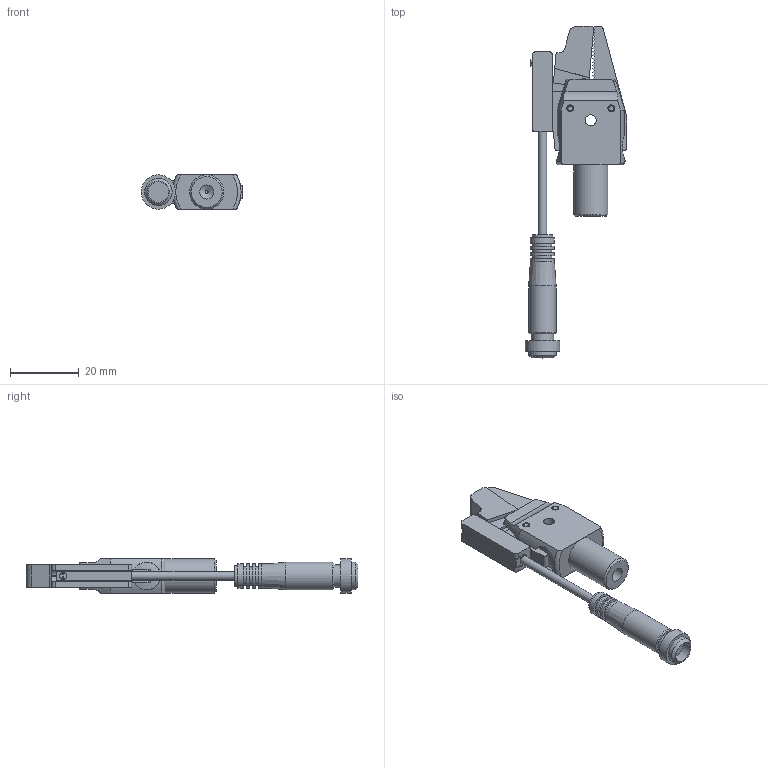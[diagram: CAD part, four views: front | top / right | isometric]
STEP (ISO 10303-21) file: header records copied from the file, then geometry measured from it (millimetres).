
FILE_DESCRIPTION( ( 'STEP AP214' ), '1' );
FILE_NAME( 'RPGB-08-D_15.stp', ' ', ( ' ' ), ( ' ' ), 'PSStep 15.0.47', 'PARTsolutions', ' ' );
FILE_SCHEMA( ( 'AUTOMOTIVE_DESIGN { 1 0 10303 214 1 1 1 1 }' ) );
Length unit declared in the file: millimetre
Products named in the file (6): RPGB-08-D 15; _RPGB-08-D 15dummy; _$SERIE.1501 08; _RPGB D; _CSD-362; _RPGB A
Assembly tree (5 placements, depth 2):
  RPGB-08-D 15
    _RPGB-08-D 15dummy
    _$SERIE.1501 08
    _RPGB D
    _CSD-362
    _RPGB A
Bounding box: 29.6 x 96.8 x 10 mm (x, y, z)
Volume: 8501.2 mm3; surface area: 7256.5 mm2
Topology: 4 solids, 5 shells, 301 faces, 743 edges, 470 vertices
Faces by surface type: plane 207, cylinder 73, torus 10, cone 9, bspline 2
Full cylindrical faces by diameter (mm): 0.8 x1, 1.6 x1, 2 x7, 2.05 x2, 2.5 x1, 3.2 x1, 3.8 x1, 4.134 x1, 5.5 x3, 6 x2, 6.5 x1, 7 x4, 8 x2, 8.1 x1, 10 x2
Entity records: 11269 total; most frequent: CARTESIAN_POINT 1765, DIRECTION 1447, ORIENTED_EDGE 1384, EDGE_CURVE 692, LINE 487, VECTOR 487, AXIS2_PLACEMENT_3D 480, VERTEX_POINT 461
